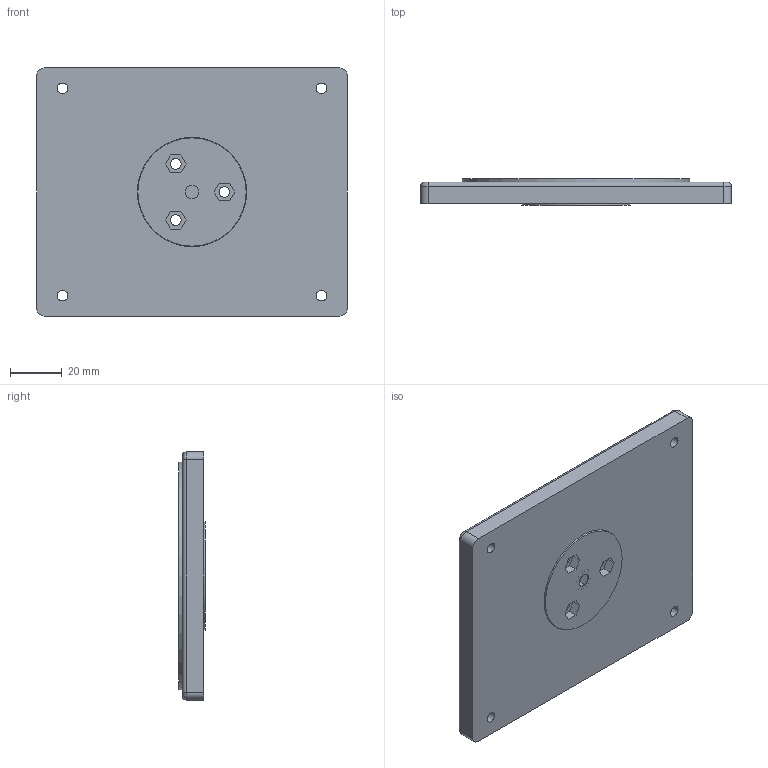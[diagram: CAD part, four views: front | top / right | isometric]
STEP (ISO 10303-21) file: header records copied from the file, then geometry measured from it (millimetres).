
FILE_DESCRIPTION(/* description */ (''),/* implementation_level */ '2;1');
FILE_NAME(/* name */ 'turn_table.step',/* time_stamp */ '2021-07-25T16:34:49+03:00',/* author */ (''),/* organization */ (''),/* preprocessor_version */ 'ST-DEVELOPER v18.1',/* originating_system */ 'Autodesk Translation Framework v10.9.0.1377',/* authorisation */ '');
FILE_SCHEMA (('AUTOMOTIVE_DESIGN { 1 0 10303 214 3 1 1 }'));
Length unit declared in the file: millimetre
Products named in the file (1): turn_table
Bounding box: 120 x 10.2 x 95.75 mm (x, y, z)
Volume: 79557.5 mm3; surface area: 50628.8 mm2
Topology: 4 solids, 4 shells, 206 faces, 476 edges, 302 vertices
Faces by surface type: plane 96, cylinder 70, torus 29, cone 7, bspline 4
Full cylindrical faces by diameter (mm): 4.1 x13, 4.2 x6, 5.2 x1, 7.5 x7, 35.817 x1, 41.817 x2, 42.217 x2, 50.017 x1, 53 x1, 72 x2, 88 x1, 88.4 x1
Entity records: 5989 total; most frequent: DIRECTION 1089, CARTESIAN_POINT 1017, ORIENTED_EDGE 952, EDGE_CURVE 476, AXIS2_PLACEMENT_3D 410, VERTEX_POINT 302, EDGE_LOOP 272, LINE 269
